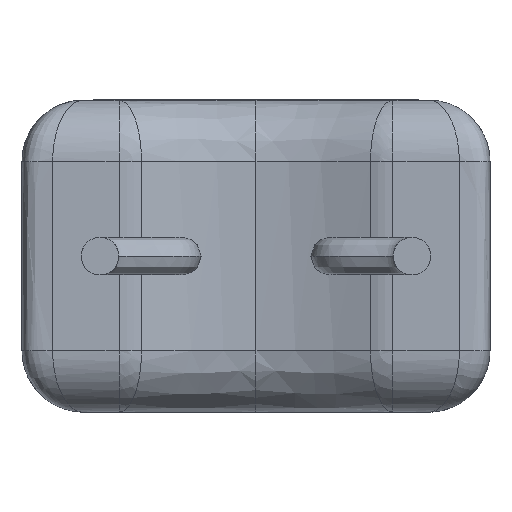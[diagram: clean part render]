
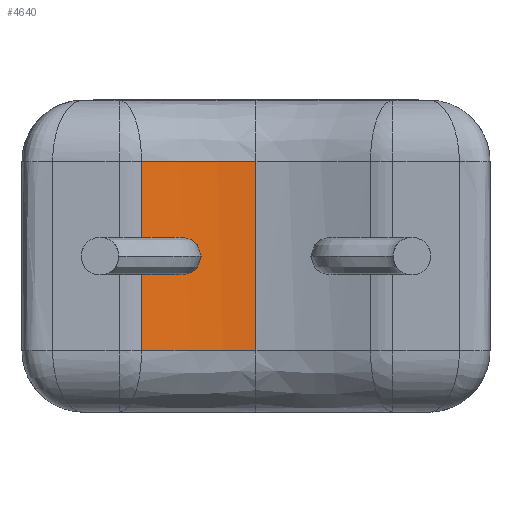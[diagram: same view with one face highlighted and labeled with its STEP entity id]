
A CAD part, front view. The second image highlights one B-rep face of the part: STEP entity #4640.
In plain terms, the highlighted free-form (B-spline) face has degree [2, 1] with [3, 2] control points.
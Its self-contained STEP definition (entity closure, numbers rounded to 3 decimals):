
#107 = CARTESIAN_POINT ( 'NONE',  ( 3.81, 0.473, 1. ) ) ;
#269 = EDGE_CURVE ( 'NONE', #2143, #734, #7327, .T. ) ;
#447 = CARTESIAN_POINT ( 'NONE',  ( 2.548, 0.285, 4.08 ) ) ;
#547 = CARTESIAN_POINT ( 'NONE',  ( 3.81, 0.473, 1. ) ) ;
#553 = VECTOR ( 'NONE', #4226, 1000. ) ;
#734 = VERTEX_POINT ( 'NONE', #7071 ) ;
#1026 = ORIENTED_EDGE ( 'NONE', *, *, #269, .T. ) ;
#1353 = CARTESIAN_POINT ( 'NONE',  ( 3.81, 0.473, 4.08 ) ) ;
#1737 = B_SPLINE_SURFACE_WITH_KNOTS ( 'NONE', 2, 1, ( 
 ( #1353, #2752 ),
 ( #2061, #3367 ),
 ( #6264, #6814 ) ),
 .UNSPECIFIED., .F., .F., .F.,
 ( 3, 3 ),
 ( 2, 2 ),
 ( 0., 0.462 ),
 ( 0., 1. ),
 .UNSPECIFIED. ) ;
#2061 = CARTESIAN_POINT ( 'NONE',  ( 2.978, 0.473, 4.08 ) ) ;
#2143 = VERTEX_POINT ( 'NONE', #5151 ) ;
#2221 = CARTESIAN_POINT ( 'NONE',  ( 3.171, 0.429, 4.08 ) ) ;
#2453 = VECTOR ( 'NONE', #3595, 1000. ) ;
#2526 = B_SPLINE_CURVE_WITH_KNOTS ( 'NONE', 3,
 ( #4019, #5142, #5281, #5330, #4074, #547 ),
 .UNSPECIFIED., .F., .F.,
 ( 4, 2, 4 ),
 ( 0., 0.001, 0.002 ),
 .UNSPECIFIED. ) ;
#2672 = CARTESIAN_POINT ( 'NONE',  ( 3.81, 0.473, 4.08 ) ) ;
#2752 = CARTESIAN_POINT ( 'NONE',  ( 3.81, 0.473, 1. ) ) ;
#2990 = CARTESIAN_POINT ( 'NONE',  ( 1.945, 0.069, 4.08 ) ) ;
#3142 = ORIENTED_EDGE ( 'NONE', *, *, #3570, .T. ) ;
#3367 = CARTESIAN_POINT ( 'NONE',  ( 2.978, 0.473, 1. ) ) ;
#3570 = EDGE_CURVE ( 'NONE', #734, #5735, #2526, .T. ) ;
#3595 = DIRECTION ( 'NONE',  ( 0., 0., -1. ) ) ;
#4019 = CARTESIAN_POINT ( 'NONE',  ( 1.945, 0.069, 1. ) ) ;
#4074 = CARTESIAN_POINT ( 'NONE',  ( 3.49, 0.473, 1. ) ) ;
#4084 = CARTESIAN_POINT ( 'NONE',  ( 1.945, 0.069, 4.08 ) ) ;
#4208 = EDGE_CURVE ( 'NONE', #4827, #2143, #5279, .T. ) ;
#4226 = DIRECTION ( 'NONE',  ( 0., 0., -1. ) ) ;
#4276 = FACE_OUTER_BOUND ( 'NONE', #6209, .T. ) ;
#4292 = ORIENTED_EDGE ( 'NONE', *, *, #4208, .T. ) ;
#4640 = ADVANCED_FACE ( 'NONE', ( #4276 ), #1737, .T. ) ;
#4751 = ORIENTED_EDGE ( 'NONE', *, *, #5614, .F. ) ;
#4827 = VERTEX_POINT ( 'NONE', #2672 ) ;
#5142 = CARTESIAN_POINT ( 'NONE',  ( 2.243, 0.186, 1. ) ) ;
#5151 = CARTESIAN_POINT ( 'NONE',  ( 1.945, 0.069, 4.08 ) ) ;
#5279 = B_SPLINE_CURVE_WITH_KNOTS ( 'NONE', 3,
 ( #7603, #5852, #2221, #447, #5793, #4084 ),
 .UNSPECIFIED., .F., .F.,
 ( 4, 2, 4 ),
 ( 0.003, 0.004, 0.005 ),
 .UNSPECIFIED. ) ;
#5281 = CARTESIAN_POINT ( 'NONE',  ( 2.548, 0.285, 1. ) ) ;
#5330 = CARTESIAN_POINT ( 'NONE',  ( 3.171, 0.429, 1. ) ) ;
#5354 = CARTESIAN_POINT ( 'NONE',  ( 3.81, 0.473, 10. ) ) ;
#5614 = EDGE_CURVE ( 'NONE', #4827, #5735, #6829, .T. ) ;
#5735 = VERTEX_POINT ( 'NONE', #107 ) ;
#5793 = CARTESIAN_POINT ( 'NONE',  ( 2.243, 0.186, 4.08 ) ) ;
#5852 = CARTESIAN_POINT ( 'NONE',  ( 3.49, 0.473, 4.08 ) ) ;
#6209 = EDGE_LOOP ( 'NONE', ( #4751, #4292, #1026, #3142 ) ) ;
#6264 = CARTESIAN_POINT ( 'NONE',  ( 1.945, 0.069, 4.08 ) ) ;
#6814 = CARTESIAN_POINT ( 'NONE',  ( 1.945, 0.069, 1. ) ) ;
#6829 = LINE ( 'NONE', #5354, #553 ) ;
#7071 = CARTESIAN_POINT ( 'NONE',  ( 1.945, 0.069, 1. ) ) ;
#7327 = LINE ( 'NONE', #2990, #2453 ) ;
#7603 = CARTESIAN_POINT ( 'NONE',  ( 3.81, 0.473, 4.08 ) ) ;
